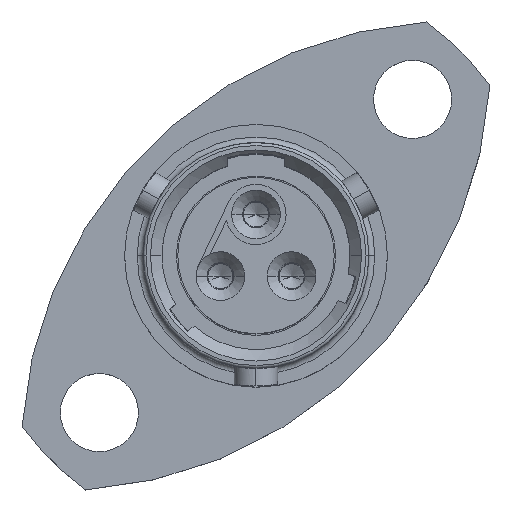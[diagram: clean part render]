
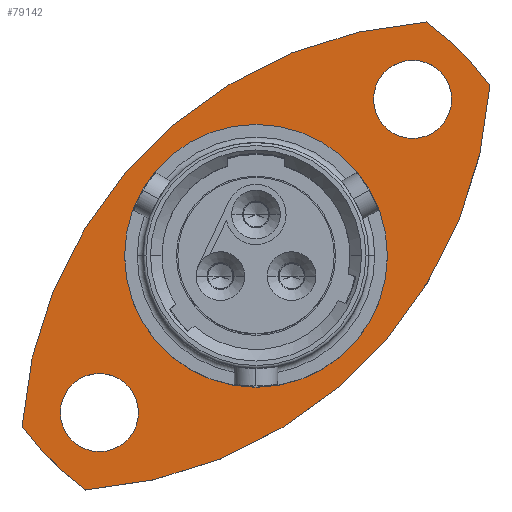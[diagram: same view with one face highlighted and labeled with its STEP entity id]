
A CAD part, top view. The second image highlights one B-rep face of the part: STEP entity #79142.
In plain terms, the highlighted planar face has unit normal (0, 0, 1).
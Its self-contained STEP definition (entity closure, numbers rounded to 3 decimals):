
#1590 = CARTESIAN_POINT ( 'NONE',  ( 5.409, 5.409, 9.2 ) ) ;
#4865 = VERTEX_POINT ( 'NONE', #41891 ) ;
#5192 = DIRECTION ( 'NONE',  ( 0., 0., 1. ) ) ;
#6543 = EDGE_LOOP ( 'NONE', ( #23433, #110483, #132169, #86083 ) ) ;
#6865 = FACE_BOUND ( 'NONE', #57168, .T. ) ;
#9090 = CARTESIAN_POINT ( 'NONE',  ( 0., 0., 9.2 ) ) ;
#11415 = EDGE_CURVE ( 'NONE', #76340, #141050, #89820, .T. ) ;
#13539 = DIRECTION ( 'NONE',  ( 1., 0., 0. ) ) ;
#15131 = DIRECTION ( 'NONE',  ( 0., 0., -1. ) ) ;
#15547 = VERTEX_POINT ( 'NONE', #39407 ) ;
#16966 = AXIS2_PLACEMENT_3D ( 'NONE', #76047, #5192, #87893 ) ;
#17874 = CARTESIAN_POINT ( 'NONE',  ( 4.059, 5.409, 9.2 ) ) ;
#19641 = CIRCLE ( 'NONE', #43060, 4.537 ) ;
#20120 = CIRCLE ( 'NONE', #121929, 10. ) ;
#20338 = AXIS2_PLACEMENT_3D ( 'NONE', #85869, #15131, #97757 ) ;
#20681 = AXIS2_PLACEMENT_3D ( 'NONE', #65972, #148449, #77823 ) ;
#21046 = DIRECTION ( 'NONE',  ( -1., 0., 0. ) ) ;
#23433 = ORIENTED_EDGE ( 'NONE', *, *, #103711, .F. ) ;
#24843 = VERTEX_POINT ( 'NONE', #48896 ) ;
#25270 = EDGE_CURVE ( 'NONE', #136008, #131029, #93710, .T. ) ;
#26902 = CARTESIAN_POINT ( 'NONE',  ( -4.537, 0., 9.2 ) ) ;
#29706 = CARTESIAN_POINT ( 'NONE',  ( 0., 10., 9.2 ) ) ;
#36122 = VERTEX_POINT ( 'NONE', #91628 ) ;
#38691 = DIRECTION ( 'NONE',  ( 0., 0., -1. ) ) ;
#39407 = CARTESIAN_POINT ( 'NONE',  ( 5.892, 8.08, 9.2 ) ) ;
#40318 = CIRCLE ( 'NONE', #20681, 1.35 ) ;
#41581 = DIRECTION ( 'NONE',  ( 1., 0., 0. ) ) ;
#41891 = CARTESIAN_POINT ( 'NONE',  ( -4.059, -5.409, 9.2 ) ) ;
#42434 = EDGE_CURVE ( 'NONE', #115003, #4865, #105808, .T. ) ;
#43000 = DIRECTION ( 'NONE',  ( 0., 0., -1. ) ) ;
#43060 = AXIS2_PLACEMENT_3D ( 'NONE', #109413, #38691, #121208 ) ;
#43288 = DIRECTION ( 'NONE',  ( 0., 0., 1. ) ) ;
#43936 = AXIS2_PLACEMENT_3D ( 'NONE', #1590, #84360, #13539 ) ;
#48379 = CARTESIAN_POINT ( 'NONE',  ( 0., 0., 9.2 ) ) ;
#48649 = CIRCLE ( 'NONE', #111636, 10. ) ;
#48896 = CARTESIAN_POINT ( 'NONE',  ( 8.08, 5.892, 9.2 ) ) ;
#51350 = CIRCLE ( 'NONE', #114974, 15. ) ;
#52546 = EDGE_CURVE ( 'NONE', #36122, #15547, #97440, .T. ) ;
#52951 = EDGE_CURVE ( 'NONE', #141050, #76340, #19641, .T. ) ;
#52952 = PLANE ( 'NONE',  #112254 ) ;
#57067 = EDGE_CURVE ( 'NONE', #66915, #36122, #20120, .T. ) ;
#57168 = EDGE_LOOP ( 'NONE', ( #110825, #85178 ) ) ;
#60149 = CARTESIAN_POINT ( 'NONE',  ( -6.759, -5.409, 9.2 ) ) ;
#60262 = DIRECTION ( 'NONE',  ( -1., 0., 0. ) ) ;
#65666 = DIRECTION ( 'NONE',  ( 0., 0., -1. ) ) ;
#65972 = CARTESIAN_POINT ( 'NONE',  ( -5.409, -5.409, 9.2 ) ) ;
#66098 = FACE_BOUND ( 'NONE', #137179, .T. ) ;
#66354 = ORIENTED_EDGE ( 'NONE', *, *, #42434, .F. ) ;
#66915 = VERTEX_POINT ( 'NONE', #149377 ) ;
#67739 = AXIS2_PLACEMENT_3D ( 'NONE', #136245, #65666, #148135 ) ;
#76047 = CARTESIAN_POINT ( 'NONE',  ( 5.409, 5.409, 9.2 ) ) ;
#76321 = EDGE_CURVE ( 'NONE', #4865, #115003, #40318, .T. ) ;
#76340 = VERTEX_POINT ( 'NONE', #113940 ) ;
#77823 = DIRECTION ( 'NONE',  ( 1., 0., 0. ) ) ;
#78165 = EDGE_CURVE ( 'NONE', #131029, #136008, #118226, .T. ) ;
#79142 = ADVANCED_FACE ( 'NONE', ( #128837, #66098, #97526, #6865 ), #52952, .T. ) ;
#80504 = ORIENTED_EDGE ( 'NONE', *, *, #78165, .F. ) ;
#84360 = DIRECTION ( 'NONE',  ( 0., 0., 1. ) ) ;
#85178 = ORIENTED_EDGE ( 'NONE', *, *, #11415, .T. ) ;
#85869 = CARTESIAN_POINT ( 'NONE',  ( 0., 0., 9.2 ) ) ;
#86083 = ORIENTED_EDGE ( 'NONE', *, *, #57067, .F. ) ;
#87893 = DIRECTION ( 'NONE',  ( 1., 0., 0. ) ) ;
#89820 = CIRCLE ( 'NONE', #20338, 4.537 ) ;
#91628 = CARTESIAN_POINT ( 'NONE',  ( -8.08, -5.892, 9.2 ) ) ;
#91769 = DIRECTION ( 'NONE',  ( 0., 0., -1. ) ) ;
#92191 = EDGE_CURVE ( 'NONE', #15547, #24843, #48649, .T. ) ;
#93710 = CIRCLE ( 'NONE', #43936, 1.35 ) ;
#97440 = CIRCLE ( 'NONE', #67739, 15. ) ;
#97526 = FACE_OUTER_BOUND ( 'NONE', #6543, .T. ) ;
#97757 = DIRECTION ( 'NONE',  ( -1., 0., 0. ) ) ;
#103711 = EDGE_CURVE ( 'NONE', #24843, #66915, #51350, .T. ) ;
#105808 = CIRCLE ( 'NONE', #124178, 1.35 ) ;
#109413 = CARTESIAN_POINT ( 'NONE',  ( 0., 0., 9.2 ) ) ;
#110360 = ORIENTED_EDGE ( 'NONE', *, *, #76321, .F. ) ;
#110483 = ORIENTED_EDGE ( 'NONE', *, *, #92191, .F. ) ;
#110825 = ORIENTED_EDGE ( 'NONE', *, *, #52951, .T. ) ;
#111636 = AXIS2_PLACEMENT_3D ( 'NONE', #48379, #130909, #60262 ) ;
#112254 = AXIS2_PLACEMENT_3D ( 'NONE', #29706, #112289, #41581 ) ;
#112289 = DIRECTION ( 'NONE',  ( 0., 0., 1. ) ) ;
#113710 = CARTESIAN_POINT ( 'NONE',  ( -6.887, 6.887, 9.2 ) ) ;
#113940 = CARTESIAN_POINT ( 'NONE',  ( 4.537, 0., 9.2 ) ) ;
#113988 = CARTESIAN_POINT ( 'NONE',  ( -5.409, -5.409, 9.2 ) ) ;
#114974 = AXIS2_PLACEMENT_3D ( 'NONE', #113710, #43000, #125533 ) ;
#115003 = VERTEX_POINT ( 'NONE', #60149 ) ;
#118226 = CIRCLE ( 'NONE', #16966, 1.35 ) ;
#121208 = DIRECTION ( 'NONE',  ( -1., 0., 0. ) ) ;
#121929 = AXIS2_PLACEMENT_3D ( 'NONE', #9090, #91769, #21046 ) ;
#124178 = AXIS2_PLACEMENT_3D ( 'NONE', #113988, #43288, #125824 ) ;
#125533 = DIRECTION ( 'NONE',  ( 1., 0., 0. ) ) ;
#125824 = DIRECTION ( 'NONE',  ( 1., 0., 0. ) ) ;
#128699 = EDGE_LOOP ( 'NONE', ( #110360, #66354 ) ) ;
#128837 = FACE_BOUND ( 'NONE', #128699, .T. ) ;
#130909 = DIRECTION ( 'NONE',  ( 0., 0., -1. ) ) ;
#131029 = VERTEX_POINT ( 'NONE', #17874 ) ;
#131141 = CARTESIAN_POINT ( 'NONE',  ( 6.759, 5.409, 9.2 ) ) ;
#132169 = ORIENTED_EDGE ( 'NONE', *, *, #52546, .F. ) ;
#136008 = VERTEX_POINT ( 'NONE', #131141 ) ;
#136245 = CARTESIAN_POINT ( 'NONE',  ( 6.887, -6.887, 9.2 ) ) ;
#137179 = EDGE_LOOP ( 'NONE', ( #137939, #80504 ) ) ;
#137939 = ORIENTED_EDGE ( 'NONE', *, *, #25270, .F. ) ;
#141050 = VERTEX_POINT ( 'NONE', #26902 ) ;
#148135 = DIRECTION ( 'NONE',  ( 1., 0., 0. ) ) ;
#148449 = DIRECTION ( 'NONE',  ( 0., 0., 1. ) ) ;
#149377 = CARTESIAN_POINT ( 'NONE',  ( -5.892, -8.08, 9.2 ) ) ;
